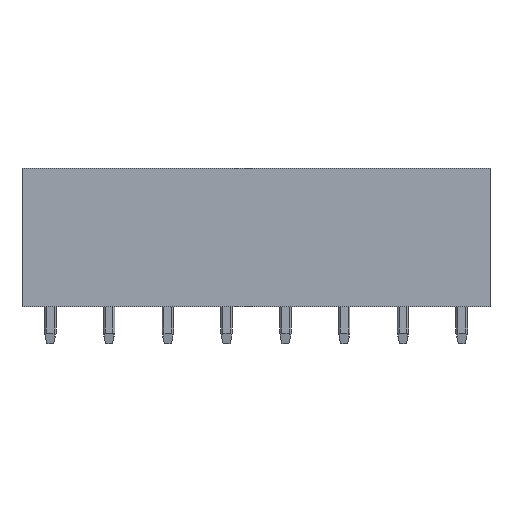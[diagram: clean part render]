
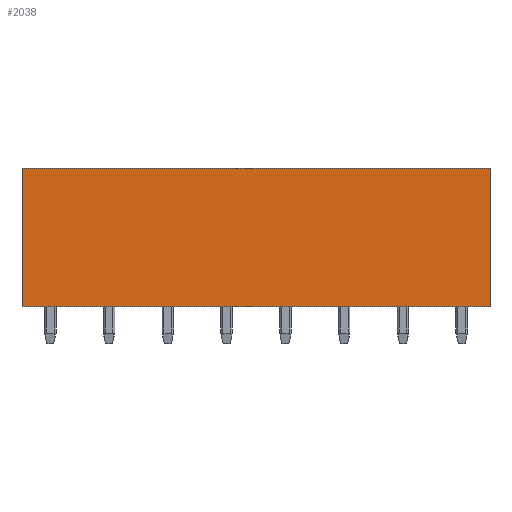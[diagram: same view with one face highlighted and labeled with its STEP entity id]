
A CAD part, front view. The second image highlights one B-rep face of the part: STEP entity #2038.
In plain terms, the highlighted planar face has unit normal (0, -1, 0).
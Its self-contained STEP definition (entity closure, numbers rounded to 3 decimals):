
#1903=CARTESIAN_POINT('',(-20.22,-3.8,0.0));
#1904=VERTEX_POINT('',#1903);
#1911=CARTESIAN_POINT('',(-20.22,-3.8,12.0));
#1912=VERTEX_POINT('',#1911);
#1913=CARTESIAN_POINT('',(-20.22,-3.8,12.0));
#1914=DIRECTION('',(0.0,0.0,-1.0));
#1915=VECTOR('',#1914,12.0);
#1916=LINE('',#1913,#1915);
#1917=EDGE_CURVE('',#1912,#1904,#1916,.T.);
#2008=CARTESIAN_POINT('',(20.32,-3.8,12.0));
#2009=DIRECTION('',(0.0,-1.0,0.0));
#2010=DIRECTION('',(0.0,0.0,1.0));
#2011=AXIS2_PLACEMENT_3D('',#2008,#2009,#2010);
#2012=PLANE('',#2011);
#2013=ORIENTED_EDGE('',*,*,#1917,.T.);
#2014=CARTESIAN_POINT('',(20.22,-3.8,0.0));
#2015=VERTEX_POINT('',#2014);
#2016=CARTESIAN_POINT('',(20.22,-3.8,0.0));
#2017=DIRECTION('',(-1.0,0.0,0.0));
#2018=VECTOR('',#2017,40.44);
#2019=LINE('',#2016,#2018);
#2020=EDGE_CURVE('',#2015,#1904,#2019,.T.);
#2021=ORIENTED_EDGE('',*,*,#2020,.F.);
#2022=CARTESIAN_POINT('',(20.22,-3.8,12.0));
#2023=VERTEX_POINT('',#2022);
#2024=CARTESIAN_POINT('',(20.22,-3.8,0.0));
#2025=DIRECTION('',(0.0,0.0,1.0));
#2026=VECTOR('',#2025,12.0);
#2027=LINE('',#2024,#2026);
#2028=EDGE_CURVE('',#2015,#2023,#2027,.T.);
#2029=ORIENTED_EDGE('',*,*,#2028,.T.);
#2030=CARTESIAN_POINT('',(20.22,-3.8,12.0));
#2031=DIRECTION('',(-1.0,0.0,0.0));
#2032=VECTOR('',#2031,40.44);
#2033=LINE('',#2030,#2032);
#2034=EDGE_CURVE('',#2023,#1912,#2033,.T.);
#2035=ORIENTED_EDGE('',*,*,#2034,.T.);
#2036=EDGE_LOOP('',(#2013,#2021,#2029,#2035));
#2037=FACE_OUTER_BOUND('',#2036,.T.);
#2038=ADVANCED_FACE('',(#2037),#2012,.T.);
